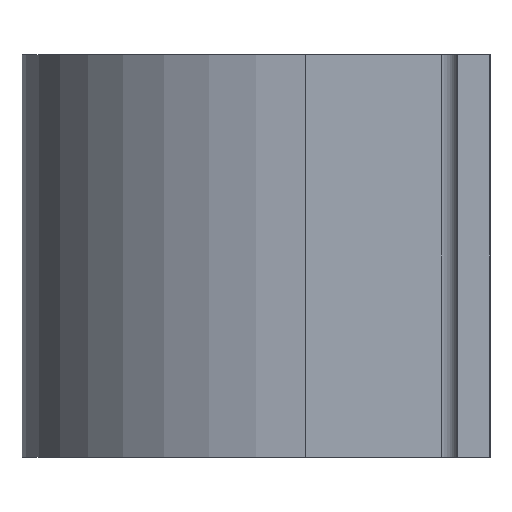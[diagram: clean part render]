
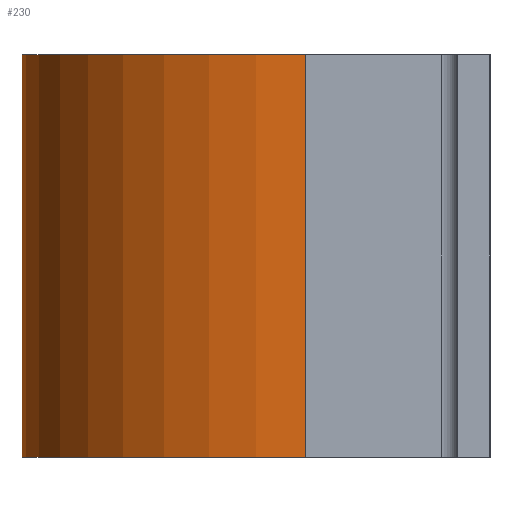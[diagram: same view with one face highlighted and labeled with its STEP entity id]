
A CAD part, left-side view. The second image highlights one B-rep face of the part: STEP entity #230.
In plain terms, the highlighted cylindrical face has radius 13.424 mm (diameter 26.848 mm), a partial arc.
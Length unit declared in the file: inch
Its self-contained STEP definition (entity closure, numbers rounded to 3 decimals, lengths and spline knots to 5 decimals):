
#2 = AXIS2_PLACEMENT_3D ( 'NONE', #386, #303, #265 ) ;
#10 = VECTOR ( 'NONE', #142, 39.37008 ) ;
#18 = LINE ( 'NONE', #333, #10 ) ;
#22 = DIRECTION ( 'NONE',  ( 1., 0., 0. ) ) ;
#31 = AXIS2_PLACEMENT_3D ( 'NONE', #294, #257, #286 ) ;
#70 = CIRCLE ( 'NONE', #407, 0.5285 ) ;
#117 = EDGE_CURVE ( 'NONE', #557, #545, #70, .T. ) ;
#142 = DIRECTION ( 'NONE',  ( 0., 0., -1. ) ) ;
#166 = CARTESIAN_POINT ( 'NONE',  ( 1.405, 0.3435, 0.375 ) ) ;
#183 = CARTESIAN_POINT ( 'NONE',  ( 1.9335, 0.3435, -0.375 ) ) ;
#190 = EDGE_LOOP ( 'NONE', ( #515, #521, #405, #224 ) ) ;
#219 = DIRECTION ( 'NONE',  ( 0., 0., -1. ) ) ;
#224 = ORIENTED_EDGE ( 'NONE', *, *, #258, .T. ) ;
#230 = ADVANCED_FACE ( 'NONE', ( #419 ), #267, .T. ) ;
#241 = VERTEX_POINT ( 'NONE', #262 ) ;
#249 = CIRCLE ( 'NONE', #2, 0.5285 ) ;
#257 = DIRECTION ( 'NONE',  ( 0., 0., -1. ) ) ;
#258 = EDGE_CURVE ( 'NONE', #545, #546, #539, .T. ) ;
#262 = CARTESIAN_POINT ( 'NONE',  ( 0.8765, 0.3435, -0.375 ) ) ;
#265 = DIRECTION ( 'NONE',  ( 1., 0., 0. ) ) ;
#267 = CYLINDRICAL_SURFACE ( 'NONE', #31, 0.5285 ) ;
#273 = CARTESIAN_POINT ( 'NONE',  ( 1.9335, 0.3435, 0.375 ) ) ;
#286 = DIRECTION ( 'NONE',  ( -1., 0., 0. ) ) ;
#294 = CARTESIAN_POINT ( 'NONE',  ( 1.405, 0.3435, 0.375 ) ) ;
#303 = DIRECTION ( 'NONE',  ( 0., 0., -1. ) ) ;
#311 = CARTESIAN_POINT ( 'NONE',  ( 0.8765, 0.3435, 0.375 ) ) ;
#312 = DIRECTION ( 'NONE',  ( 0., 0., -1. ) ) ;
#319 = EDGE_CURVE ( 'NONE', #241, #546, #249, .T. ) ;
#333 = CARTESIAN_POINT ( 'NONE',  ( 0.8765, 0.3435, 0.375 ) ) ;
#386 = CARTESIAN_POINT ( 'NONE',  ( 1.405, 0.3435, -0.375 ) ) ;
#405 = ORIENTED_EDGE ( 'NONE', *, *, #117, .T. ) ;
#407 = AXIS2_PLACEMENT_3D ( 'NONE', #166, #312, #22 ) ;
#409 = VECTOR ( 'NONE', #219, 39.37008 ) ;
#419 = FACE_OUTER_BOUND ( 'NONE', #190, .T. ) ;
#467 = EDGE_CURVE ( 'NONE', #557, #241, #18, .T. ) ;
#515 = ORIENTED_EDGE ( 'NONE', *, *, #319, .F. ) ;
#521 = ORIENTED_EDGE ( 'NONE', *, *, #467, .F. ) ;
#531 = CARTESIAN_POINT ( 'NONE',  ( 1.9335, 0.3435, 0.375 ) ) ;
#539 = LINE ( 'NONE', #273, #409 ) ;
#545 = VERTEX_POINT ( 'NONE', #531 ) ;
#546 = VERTEX_POINT ( 'NONE', #183 ) ;
#557 = VERTEX_POINT ( 'NONE', #311 ) ;
